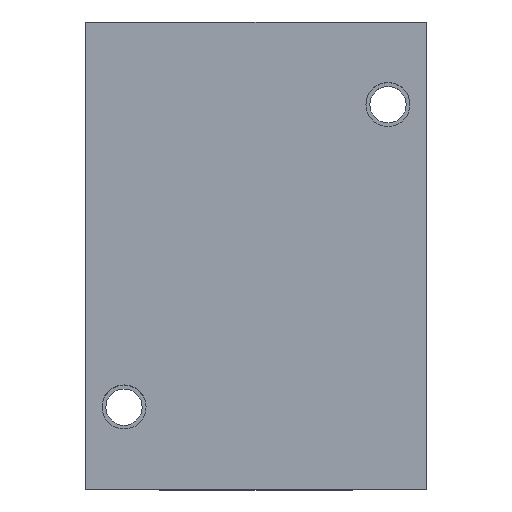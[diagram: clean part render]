
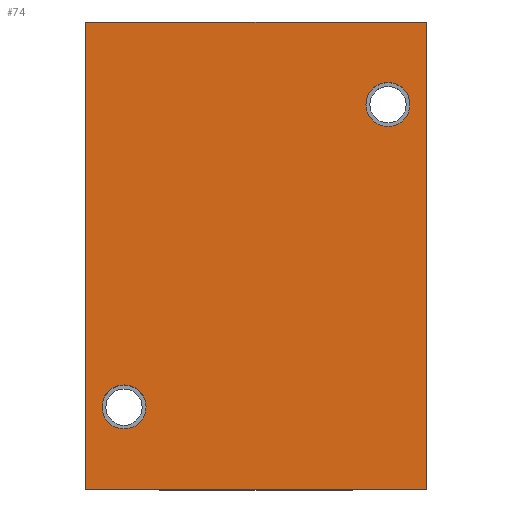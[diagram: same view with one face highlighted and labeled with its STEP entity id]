
A CAD part, top view. The second image highlights one B-rep face of the part: STEP entity #74.
In plain terms, the highlighted planar face has unit normal (0, 0, 1).
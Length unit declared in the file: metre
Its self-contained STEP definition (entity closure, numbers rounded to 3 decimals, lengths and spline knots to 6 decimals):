
#74 = ADVANCED_FACE( '', ( #162, #163, #164 ), #165, .T. );
#162 = FACE_BOUND( '', #257, .T. );
#163 = FACE_OUTER_BOUND( '', #258, .T. );
#164 = FACE_BOUND( '', #259, .T. );
#165 = PLANE( '', #260 );
#257 = EDGE_LOOP( '', ( #390 ) );
#258 = EDGE_LOOP( '', ( #391, #392, #393, #394 ) );
#259 = EDGE_LOOP( '', ( #395 ) );
#260 = AXIS2_PLACEMENT_3D( '', #396, #397, #398 );
#390 = ORIENTED_EDGE( '', *, *, #476, .T. );
#391 = ORIENTED_EDGE( '', *, *, #463, .F. );
#392 = ORIENTED_EDGE( '', *, *, #454, .F. );
#393 = ORIENTED_EDGE( '', *, *, #484, .T. );
#394 = ORIENTED_EDGE( '', *, *, #495, .T. );
#395 = ORIENTED_EDGE( '', *, *, #496, .T. );
#396 = CARTESIAN_POINT( '', ( -0.031, -0.0425, 0.027 ) );
#397 = DIRECTION( '', ( 0., 0., 1. ) );
#398 = DIRECTION( '', ( 1., 0., 0. ) );
#454 = EDGE_CURVE( '', #514, #510, #516, .T. );
#463 = EDGE_CURVE( '', #510, #530, #531, .T. );
#476 = EDGE_CURVE( '', #551, #551, #552, .T. );
#484 = EDGE_CURVE( '', #514, #563, #565, .T. );
#495 = EDGE_CURVE( '', #563, #530, #580, .T. );
#496 = EDGE_CURVE( '', #581, #581, #582, .T. );
#510 = VERTEX_POINT( '', #598 );
#514 = VERTEX_POINT( '', #604 );
#516 = LINE( '', #607, #608 );
#530 = VERTEX_POINT( '', #623 );
#531 = LINE( '', #624, #625 );
#551 = VERTEX_POINT( '', #650 );
#552 = CIRCLE( '', #651, 0.004 );
#563 = VERTEX_POINT( '', #664 );
#565 = LINE( '', #667, #668 );
#580 = LINE( '', #683, #684 );
#581 = VERTEX_POINT( '', #685 );
#582 = CIRCLE( '', #686, 0.004 );
#598 = CARTESIAN_POINT( '', ( -0.031, 0.0425, 0.027 ) );
#604 = CARTESIAN_POINT( '', ( -0.031, -0.0425, 0.027 ) );
#607 = CARTESIAN_POINT( '', ( -0.031, -0.0425, 0.027 ) );
#608 = VECTOR( '', #760, 1. );
#623 = CARTESIAN_POINT( '', ( 0.031, 0.0425, 0.027 ) );
#624 = CARTESIAN_POINT( '', ( -0.031, 0.0425, 0.027 ) );
#625 = VECTOR( '', #774, 1. );
#650 = CARTESIAN_POINT( '', ( 0.028, 0.0275, 0.027 ) );
#651 = AXIS2_PLACEMENT_3D( '', #792, #793, #794 );
#664 = CARTESIAN_POINT( '', ( 0.031, -0.0425, 0.027 ) );
#667 = CARTESIAN_POINT( '', ( -0.031, -0.0425, 0.027 ) );
#668 = VECTOR( '', #804, 1. );
#683 = CARTESIAN_POINT( '', ( 0.031, -0.0425, 0.027 ) );
#684 = VECTOR( '', #817, 1. );
#685 = CARTESIAN_POINT( '', ( -0.02, -0.0275, 0.027 ) );
#686 = AXIS2_PLACEMENT_3D( '', #818, #819, #820 );
#760 = DIRECTION( '', ( 0., 1., 0. ) );
#774 = DIRECTION( '', ( 1., 0., 0. ) );
#792 = CARTESIAN_POINT( '', ( 0.024, 0.0275, 0.027 ) );
#793 = DIRECTION( '', ( 0., 0., -1. ) );
#794 = DIRECTION( '', ( 1., 0., 0. ) );
#804 = DIRECTION( '', ( 1., 0., 0. ) );
#817 = DIRECTION( '', ( 0., 1., 0. ) );
#818 = CARTESIAN_POINT( '', ( -0.024, -0.0275, 0.027 ) );
#819 = DIRECTION( '', ( 0., 0., -1. ) );
#820 = DIRECTION( '', ( 1., 0., 0. ) );
